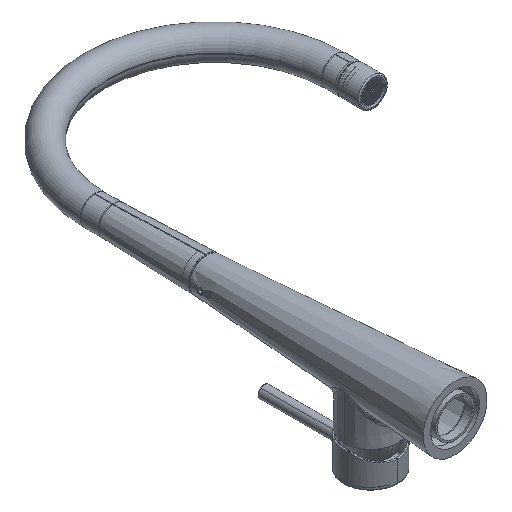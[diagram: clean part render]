
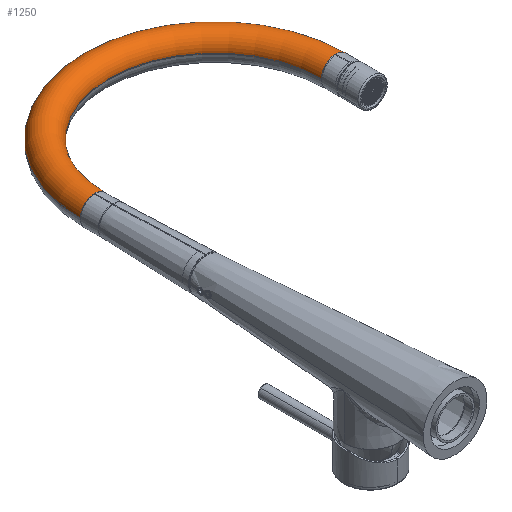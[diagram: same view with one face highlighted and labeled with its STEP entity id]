
A CAD part, isometric view. The second image highlights one B-rep face of the part: STEP entity #1250.
In plain terms, the highlighted toroidal (fillet/blend) face has major radius 100 mm and minor radius 12 mm.
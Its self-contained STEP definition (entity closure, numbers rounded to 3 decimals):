
#917=CARTESIAN_POINT('',(100.,92.,0.));
#918=DIRECTION('',(0.,0.,1.));
#919=DIRECTION('',(1.,0.,0.));
#920=AXIS2_PLACEMENT_3D('',#917,#918,#919);
#922=CARTESIAN_POINT('',(200.,92.,0.));
#923=DIRECTION('',(0.,1.,0.));
#924=DIRECTION('',(0.,0.,1.));
#925=AXIS2_PLACEMENT_3D('',#922,#923,#924);
#927=CARTESIAN_POINT('',(200.,92.,0.));
#928=DIRECTION('',(0.,1.,0.));
#929=DIRECTION('',(-1.,0.,0.));
#930=AXIS2_PLACEMENT_3D('',#927,#928,#929);
#932=CARTESIAN_POINT('',(0.,92.,0.));
#933=DIRECTION('',(0.,1.,0.));
#934=DIRECTION('',(0.,0.,1.));
#935=AXIS2_PLACEMENT_3D('',#932,#933,#934);
#937=CARTESIAN_POINT('',(0.,92.,0.));
#938=DIRECTION('',(0.,1.,0.));
#939=DIRECTION('',(-1.,0.,0.));
#940=AXIS2_PLACEMENT_3D('',#937,#938,#939);
#952=CARTESIAN_POINT('',(100.,92.,0.));
#953=DIRECTION('',(0.,0.,1.));
#954=DIRECTION('',(1.,0.,0.));
#955=AXIS2_PLACEMENT_3D('',#952,#953,#954);
#1034=CARTESIAN_POINT('',(200.,92.,12.));
#1036=VERTEX_POINT('',#1034);
#1038=CARTESIAN_POINT('',(188.,92.,0.));
#1040=VERTEX_POINT('',#1038);
#1043=CARTESIAN_POINT('',(212.,92.,0.));
#1044=VERTEX_POINT('',#1043);
#1059=CARTESIAN_POINT('',(-12.,92.,0.));
#1060=VERTEX_POINT('',#1059);
#1061=CARTESIAN_POINT('',(0.,92.,12.));
#1062=VERTEX_POINT('',#1061);
#1069=CARTESIAN_POINT('',(12.,92.,0.));
#1070=VERTEX_POINT('',#1069);
#1232=CARTESIAN_POINT('',(100.,92.,0.));
#1233=DIRECTION('',(0.,0.,-1.));
#1234=DIRECTION('',(-1.,0.,0.));
#1235=AXIS2_PLACEMENT_3D('',#1232,#1233,#1234);
#1236=TOROIDAL_SURFACE('',#1235,100.,12.);
#1238=ORIENTED_EDGE('',*,*,#1237,.F.);
#1239=ORIENTED_EDGE('',*,*,#1220,.F.);
#1241=ORIENTED_EDGE('',*,*,#1240,.F.);
#1243=ORIENTED_EDGE('',*,*,#1242,.T.);
#1245=ORIENTED_EDGE('',*,*,#1244,.F.);
#1247=ORIENTED_EDGE('',*,*,#1246,.F.);
#1248=EDGE_LOOP('',(#1238,#1239,#1241,#1243,#1245,#1247));
#1249=FACE_OUTER_BOUND('',#1248,.F.);
#1250=ADVANCED_FACE('',(#1249),#1236,.T.);
#921=CIRCLE('',#920,112.);
#926=CIRCLE('',#925,12.);
#931=CIRCLE('',#930,12.);
#936=CIRCLE('',#935,12.);
#941=CIRCLE('',#940,12.);
#956=CIRCLE('',#955,88.);
#1220=EDGE_CURVE('',#1036,#1044,#926,.T.);
#1237=EDGE_CURVE('',#1044,#1060,#921,.T.);
#1240=EDGE_CURVE('',#1040,#1036,#931,.T.);
#1242=EDGE_CURVE('',#1040,#1070,#956,.T.);
#1244=EDGE_CURVE('',#1062,#1070,#936,.T.);
#1246=EDGE_CURVE('',#1060,#1062,#941,.T.);
